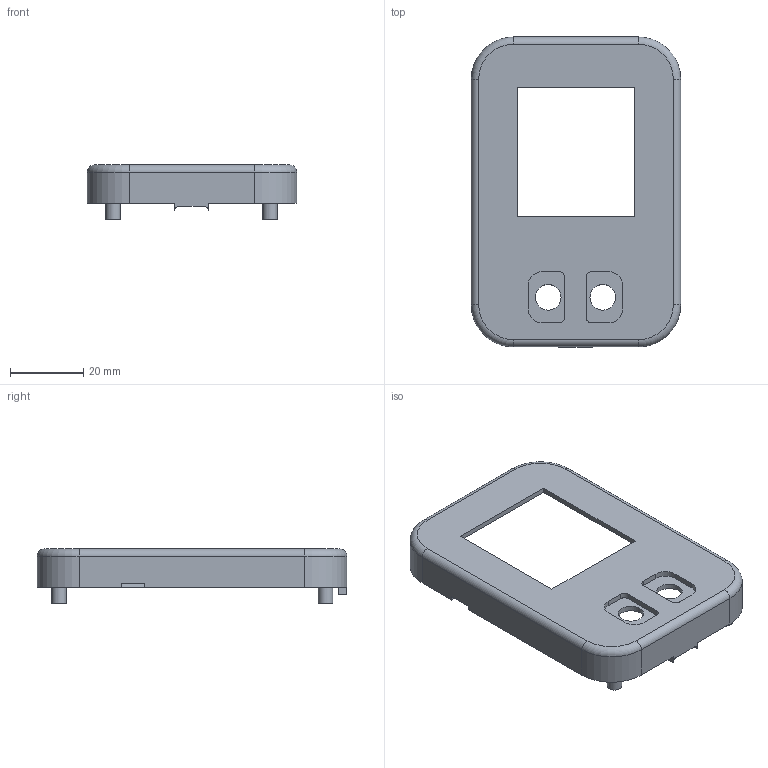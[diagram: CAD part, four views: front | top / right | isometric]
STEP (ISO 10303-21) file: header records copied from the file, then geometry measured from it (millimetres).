
FILE_DESCRIPTION(('FreeCAD Model'),'2;1');
FILE_NAME('Open CASCADE Shape Model','2025-11-14T19:55:02',(''),(''), 'Open CASCADE STEP processor 7.8','FreeCAD','Unknown');
FILE_SCHEMA(('AUTOMOTIVE_DESIGN { 1 0 10303 214 1 1 1 1 }'));
Length unit declared in the file: millimetre
Products named in the file (1): screen-outline-pocket
Bounding box: 57.2 x 84.7 x 14.8 mm (x, y, z)
Volume: 13093.1 mm3; surface area: 12836.7 mm2
Topology: 1 solids, 1 shells, 93 faces, 232 edges, 152 vertices
Faces by surface type: plane 52, cylinder 33, cone 4, torus 4
Full cylindrical faces by diameter (mm): 1.8 x4, 4 x4, 7 x2
Entity records: 2808 total; most frequent: DIRECTION 490, CARTESIAN_POINT 486, ORIENTED_EDGE 464, EDGE_CURVE 232, AXIS2_PLACEMENT_3D 172, VERTEX_POINT 152, LINE 146, VECTOR 146
